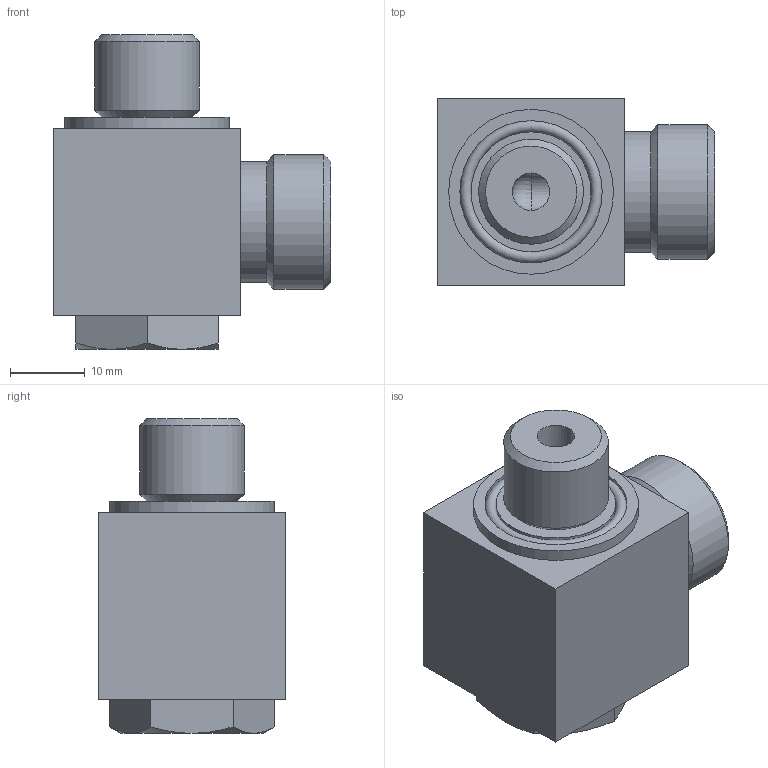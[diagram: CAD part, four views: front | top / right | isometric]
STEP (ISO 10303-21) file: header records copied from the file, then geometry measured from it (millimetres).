
FILE_DESCRIPTION(/* description */ ('STEP AP203'),/* implementation_level */ '2;1');
FILE_NAME(/* name */ 'Swivel Body SKVM 101-01',/* time_stamp */ '2025-01-16T09:34:34+01:00',/* author */ ('License CC BY-ND 4.0'),/* organization */ ('CADENAS'),/* preprocessor_version */ 'ST-DEVELOPER v19.3',/* originating_system */ 'PARTsolutions',/* authorisation */ ' ');
FILE_SCHEMA (('CONFIG_CONTROL_DESIGN'));
Length unit declared in the file: millimetre
Products named in the file (1): Schwenkkoerper SKVM 101-01
Bounding box: 37 x 25 x 42 mm (x, y, z)
Volume: 20559.2 mm3; surface area: 6302.7 mm2
Topology: 1 solids, 1 shells, 40 faces, 86 edges, 52 vertices
Faces by surface type: plane 18, cone 11, cylinder 9, torus 1, sphere 1
Full cylindrical faces by diameter (mm): 5 x2, 10 x1, 14 x1, 16 x1, 16.16 x1, 18 x1, 19 x1, 22 x1
Entity records: 1270 total; most frequent: CARTESIAN_POINT 190, DIRECTION 164, ORIENTED_EDGE 130, AXIS2_PLACEMENT_3D 70, EDGE_CURVE 65, EDGE_LOOP 63, FACE_BOUND 63, VERTEX_POINT 48
